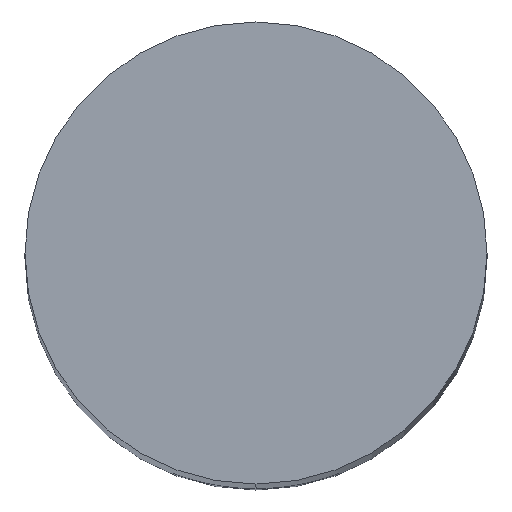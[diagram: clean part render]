
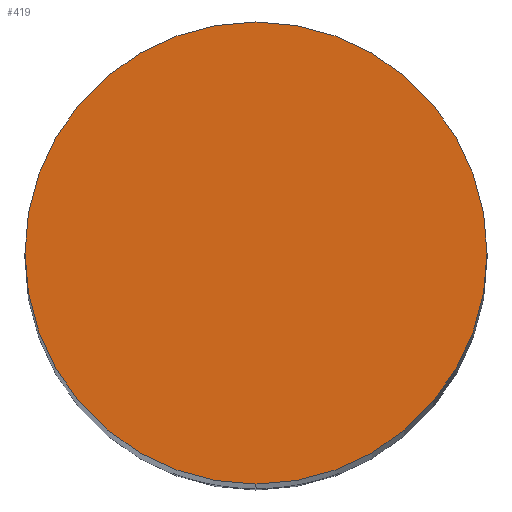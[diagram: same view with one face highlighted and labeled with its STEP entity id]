
A CAD part, top view. The second image highlights one B-rep face of the part: STEP entity #419.
In plain terms, the highlighted planar face has unit normal (0, 0, 1).
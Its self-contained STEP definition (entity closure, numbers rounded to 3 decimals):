
#147=CARTESIAN_POINT('',(0.,0.,0.));
#148=DIRECTION('',(0.,0.,-1.));
#149=DIRECTION('',(0.,1.,0.));
#150=AXIS2_PLACEMENT_3D('',#147,#148,#149);
#155=CARTESIAN_POINT('',(0.,0.,0.));
#156=DIRECTION('',(0.,0.,-1.));
#157=DIRECTION('',(0.,-1.,0.));
#158=AXIS2_PLACEMENT_3D('',#155,#156,#157);
#237=CARTESIAN_POINT('',(0.,1.5,
0.));
#238=VERTEX_POINT('',#237);
#239=CARTESIAN_POINT('',(0.,-1.5,0.));
#240=VERTEX_POINT('',#239);
#410=CARTESIAN_POINT('',(0.,0.,0.));
#411=DIRECTION('',(0.,0.,1.));
#412=DIRECTION('',(0.,1.,0.));
#413=AXIS2_PLACEMENT_3D('',#410,#411,#412);
#414=PLANE('',#413);
#415=ORIENTED_EDGE('',*,*,#341,.T.);
#416=ORIENTED_EDGE('',*,*,#314,.T.);
#417=EDGE_LOOP('',(#415,#416));
#418=FACE_OUTER_BOUND('',#417,.F.);
#419=ADVANCED_FACE('',(#418),#414,.T.);
#151=CIRCLE('',#150,1.5);
#159=CIRCLE('',#158,1.5);
#314=EDGE_CURVE('',#240,#238,#159,.T.);
#341=EDGE_CURVE('',#238,#240,#151,.T.);
